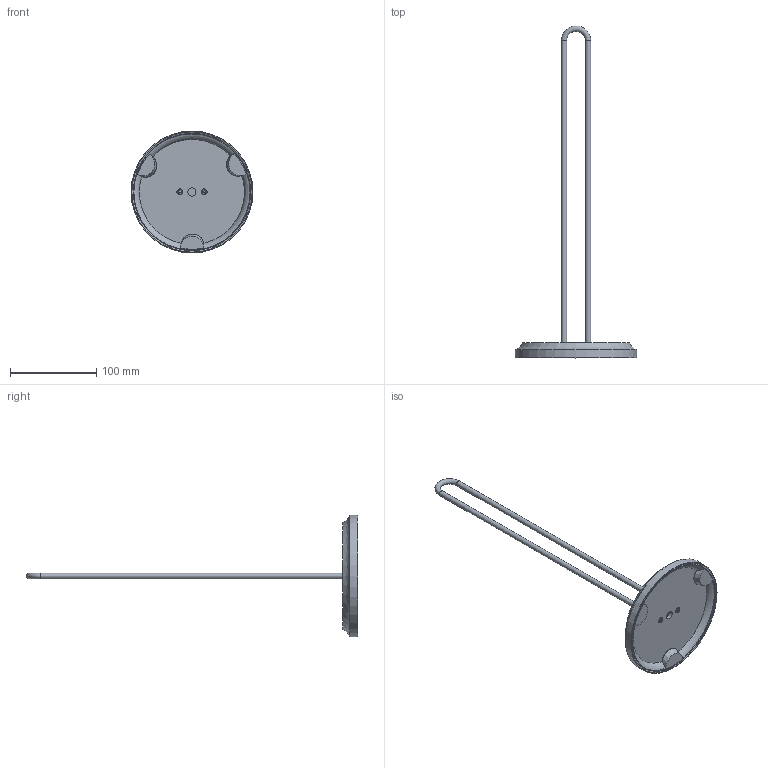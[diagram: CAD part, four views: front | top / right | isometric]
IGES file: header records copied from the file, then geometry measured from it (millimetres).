
Global section: file name: No Iges File Name specified; native system: Autodesk Inventor 2012; preprocessor: AutoDesk Inventor Iges Exporter R2012; author: sbajwa; date: 20130725.084615; units: millimetre
Bounding box: 141.28 x 384.59 x 141.28 mm (x, y, z)
Volume: 119285 mm3; surface area: 92875 mm2
Topology: 5 solids, 5 shells, 70 faces, 152 edges, 94 vertices
Faces by surface type: plane 29, revolution 15, bspline 9, cylinder 8, torus 7, cone 2
Full cylindrical faces by diameter (mm): 4 x2, 6.28 x2, 7 x2, 136 x1, 141.28 x1
